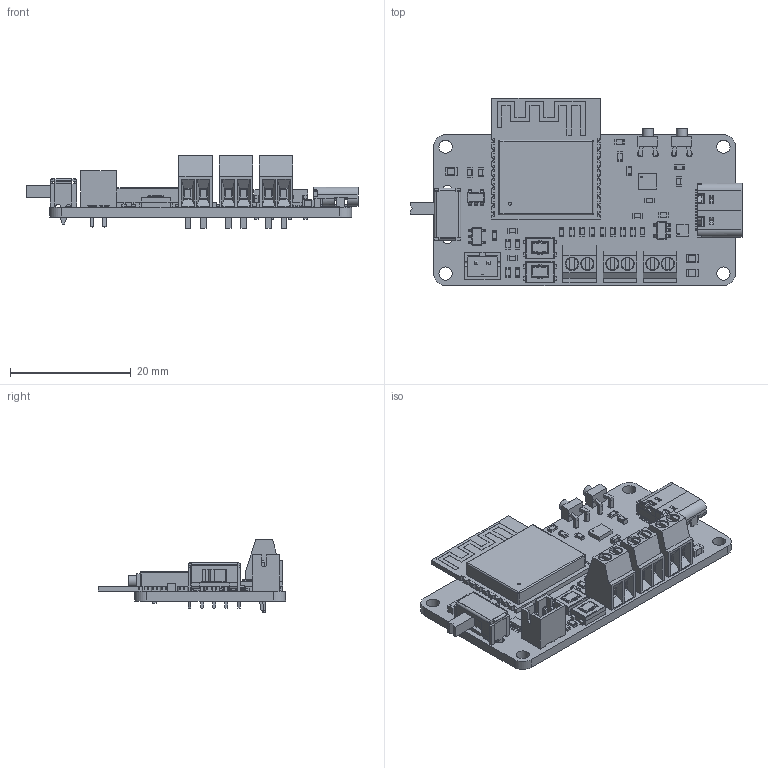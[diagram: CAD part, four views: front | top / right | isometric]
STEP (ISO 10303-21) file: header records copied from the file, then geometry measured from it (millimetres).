
FILE_DESCRIPTION(('KiCad electronic assembly'),'2;1');
FILE_NAME('schematics.step','2025-07-23T19:23:03',('Pcbnew'),('Kicad'), 'Open CASCADE STEP processor 7.6','KiCad to STEP converter','Unknown' );
FILE_SCHEMA(('AUTOMOTIVE_DESIGN { 1 0 10303 214 1 1 1 1 }'));
Length unit declared in the file: millimetre
Products named in the file (30): schematics 1; C_0603_1608Metric; R_0603_1608Metric; TerminalBlock_Phoenix_MPT-0,5-2-2.54_1x02_P2.54mm_Horizontal; TerminalBlock_Phoenix_MPT_05_2_254_1x02_P254mm_Horizontal; C_0805_2012Metric; SW_SPST_EVQP2; USB_C_Receptacle_GCT_USB4105-xx-A_16P_TopMnt_Horizontal; USB_C_Receptacle_16P_TopMnt_Horizontal_GCT_USB4105-xx-A; WSON-6-1EP_2x2mm_P0.65mm_EP1x1.6mm; WSON_6_1EP_2x2mm_P065mm_EP1x16mm; SOT-23-5; SOT_23_5; LED_D1.8mm_W1.8mm_H2.4mm_Horizontal_O1.27mm_Z1.6mm; JST_PH_B2B-PH-K_1x02_P2.00mm_Vertical; JST_B2B_PH_K; Bosch_LGA-14_3x2.5mm_P0.5mm; Bosch_LGA_14_3x25mm_P05mm; SW_Slide_SPDT_Angled_CK_OS102011MA1Q; ESP32-C3-WROOM-02; TSOT-23-5; TSOT_23_5; _autosave-schematics_PCB
Assembly tree (60 placements, depth 3):
  schematics 1
    C_0603_1608Metric  x11
      C_0603_1608Metric
    R_0603_1608Metric  x15
      R_0603_1608Metric
    TerminalBlock_Phoenix_MPT-0,5-2-2.54_1x02_P2.54mm_Horizontal  x3
      TerminalBlock_Phoenix_MPT_05_2_254_1x02_P254mm_Horizontal
    C_0805_2012Metric  x3
      C_0805_2012Metric
    SW_SPST_EVQP2  x2
      SW_SPST_EVQP2
    USB_C_Receptacle_GCT_USB4105-xx-A_16P_TopMnt_Horizontal
      USB_C_Receptacle_16P_TopMnt_Horizontal_GCT_USB4105-xx-A
    WSON-6-1EP_2x2mm_P0.65mm_EP1x1.6mm
      WSON_6_1EP_2x2mm_P065mm_EP1x16mm
    SOT-23-5  x2
      SOT_23_5
    LED_D1.8mm_W1.8mm_H2.4mm_Horizontal_O1.27mm_Z1.6mm  x2
      LED_D1.8mm_W1.8mm_H2.4mm_Horizontal_O1.27mm_Z1.6mm
    JST_PH_B2B-PH-K_1x02_P2.00mm_Vertical
      JST_B2B_PH_K
    Bosch_LGA-14_3x2.5mm_P0.5mm
      Bosch_LGA_14_3x25mm_P05mm
    SW_Slide_SPDT_Angled_CK_OS102011MA1Q
      SW_Slide_SPDT_Angled_CK_OS102011MA1Q
    ESP32-C3-WROOM-02
      ESP32-C3-WROOM-02
    TSOT-23-5
      TSOT_23_5
    _autosave-schematics_PCB
Bounding box: 54.98 x 30.99 x 12 mm (x, y, z)
Volume: 3796 mm3; surface area: 7584.9 mm2
Topology: 115 solids, 115 shells, 3017 faces, 7514 edges, 4804 vertices
Faces by surface type: plane 2248, cylinder 638, bspline 111, torus 8, cone 8, sphere 4
Full cylindrical faces by diameter (mm): 0.2 x13, 0.25 x1, 0.5 x3, 0.65 x2, 0.75 x2, 0.9 x7, 1.1 x18, 1.5 x2, 1.8 x2, 2 x6, 2.2 x10
Entity records: 70636 total; most frequent: CARTESIAN_POINT 10298, ORIENTED_EDGE 9584, DIRECTION 9250, EDGE_CURVE 4792, LINE 4026, VECTOR 4026, VERTEX_POINT 3048, AXIS2_PLACEMENT_3D 2612
